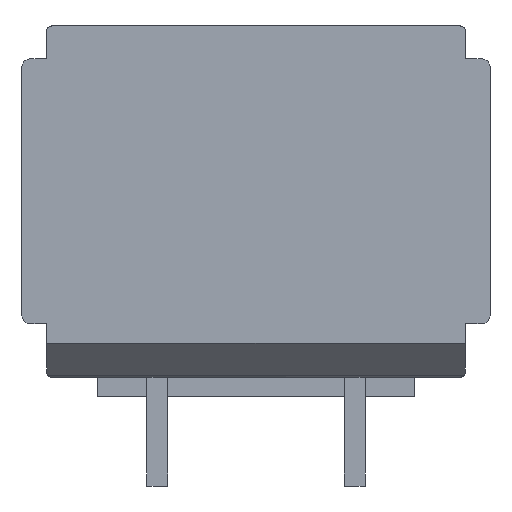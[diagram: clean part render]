
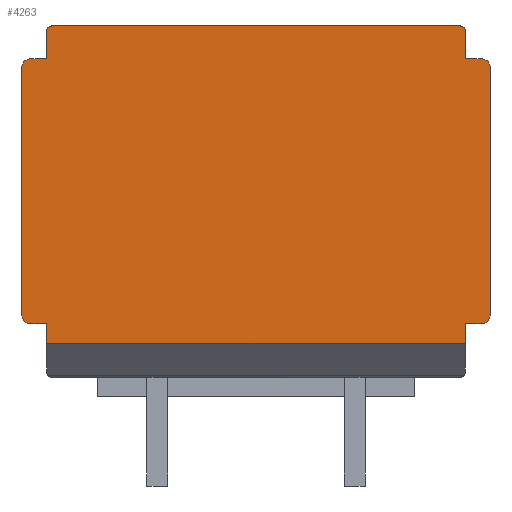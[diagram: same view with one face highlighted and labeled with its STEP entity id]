
A CAD part, left-side view. The second image highlights one B-rep face of the part: STEP entity #4263.
In plain terms, the highlighted planar face has unit normal (-1, 0, 0).
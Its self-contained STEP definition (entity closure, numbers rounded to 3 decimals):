
#774=DIRECTION('',(0.,0.,1.));
#775=VECTOR('',#774,9.6);
#776=CARTESIAN_POINT('',(-14.625,18.04,-4.03));
#777=LINE('',#776,#775);
#795=CARTESIAN_POINT('',(-14.625,17.74,5.57));
#796=DIRECTION('',(-1.,0.,0.));
#797=DIRECTION('',(0.,0.,1.));
#798=AXIS2_PLACEMENT_3D('',#795,#796,#797);
#800=DIRECTION('',(0.,-1.,0.));
#801=VECTOR('',#800,0.65);
#802=CARTESIAN_POINT('',(-14.625,17.74,5.87));
#803=LINE('',#802,#801);
#804=DIRECTION('',(0.,0.,1.));
#805=VECTOR('',#804,1.07);
#806=CARTESIAN_POINT('',(-14.625,17.09,5.87));
#807=LINE('',#806,#805);
#808=CARTESIAN_POINT('',(-14.625,16.89,6.94));
#809=DIRECTION('',(-1.,0.,0.));
#810=DIRECTION('',(0.,0.,1.));
#811=AXIS2_PLACEMENT_3D('',#808,#809,#810);
#813=DIRECTION('',(0.,-0.281,-0.96));
#814=VECTOR('',#813,0.005);
#815=CARTESIAN_POINT('',(-14.625,16.891,7.145));
#816=LINE('',#815,#814);
#817=DIRECTION('',(0.,0.281,-0.96));
#818=VECTOR('',#817,0.005);
#819=CARTESIAN_POINT('',(-14.625,1.149,7.145));
#820=LINE('',#819,#818);
#821=CARTESIAN_POINT('',(-14.625,1.15,6.94));
#822=DIRECTION('',(1.,0.,0.));
#823=DIRECTION('',(0.,0.,1.));
#824=AXIS2_PLACEMENT_3D('',#821,#822,#823);
#826=DIRECTION('',(0.,0.,1.));
#827=VECTOR('',#826,1.07);
#828=CARTESIAN_POINT('',(-14.625,0.95,5.87));
#829=LINE('',#828,#827);
#830=DIRECTION('',(0.,1.,0.));
#831=VECTOR('',#830,0.65);
#832=CARTESIAN_POINT('',(-14.625,0.3,5.87));
#833=LINE('',#832,#831);
#834=CARTESIAN_POINT('',(-14.625,0.3,5.57));
#835=DIRECTION('',(1.,0.,0.));
#836=DIRECTION('',(0.,0.,1.));
#837=AXIS2_PLACEMENT_3D('',#834,#835,#836);
#839=CARTESIAN_POINT('',(-14.625,0.3,-4.03));
#840=DIRECTION('',(1.,0.,0.));
#841=DIRECTION('',(0.,-1.,0.));
#842=AXIS2_PLACEMENT_3D('',#839,#840,#841);
#844=DIRECTION('',(0.,-1.,0.));
#845=VECTOR('',#844,0.65);
#846=CARTESIAN_POINT('',(-14.625,0.95,-4.33));
#847=LINE('',#846,#845);
#848=DIRECTION('',(0.,0.,1.));
#849=VECTOR('',#848,0.765);
#850=CARTESIAN_POINT('',(-14.625,0.95,-5.095));
#851=LINE('',#850,#849);
#852=DIRECTION('',(0.,1.,0.));
#853=VECTOR('',#852,16.14);
#854=CARTESIAN_POINT('',(-14.625,0.95,-5.095));
#855=LINE('',#854,#853);
#856=DIRECTION('',(0.,0.,1.));
#857=VECTOR('',#856,0.765);
#858=CARTESIAN_POINT('',(-14.625,17.09,-5.095));
#859=LINE('',#858,#857);
#860=DIRECTION('',(0.,1.,0.));
#861=VECTOR('',#860,0.65);
#862=CARTESIAN_POINT('',(-14.625,17.09,-4.33));
#863=LINE('',#862,#861);
#864=CARTESIAN_POINT('',(-14.625,17.74,-4.03));
#865=DIRECTION('',(-1.,0.,0.));
#866=DIRECTION('',(0.,1.,0.));
#867=AXIS2_PLACEMENT_3D('',#864,#865,#866);
#1565=DIRECTION('',(0.,1.,0.));
#1566=VECTOR('',#1565,15.743);
#1567=CARTESIAN_POINT('',(-14.625,1.149,7.145));
#1568=LINE('',#1567,#1566);
#1635=DIRECTION('',(0.,0.,1.));
#1636=VECTOR('',#1635,9.6);
#1637=CARTESIAN_POINT('',(-14.625,0.,-4.03));
#1638=LINE('',#1637,#1636);
#2773=CARTESIAN_POINT('',(-14.625,0.3,5.87));
#2774=CARTESIAN_POINT('',(-14.625,0.,5.57));
#2775=VERTEX_POINT('',#2773);
#2776=VERTEX_POINT('',#2774);
#2777=CARTESIAN_POINT('',(-14.625,0.95,5.87));
#2778=VERTEX_POINT('',#2777);
#2779=CARTESIAN_POINT('',(-14.625,0.95,6.94));
#2780=VERTEX_POINT('',#2779);
#2781=CARTESIAN_POINT('',(-14.625,1.15,7.14));
#2782=VERTEX_POINT('',#2781);
#2783=CARTESIAN_POINT('',(-14.625,0.95,-5.095));
#2784=CARTESIAN_POINT('',(-14.625,0.95,-4.33));
#2785=VERTEX_POINT('',#2783);
#2786=VERTEX_POINT('',#2784);
#2787=CARTESIAN_POINT('',(-14.625,0.3,-4.33));
#2788=VERTEX_POINT('',#2787);
#2789=CARTESIAN_POINT('',(-14.625,0.,-4.03));
#2790=VERTEX_POINT('',#2789);
#2807=CARTESIAN_POINT('',(-14.625,1.149,7.145));
#2808=VERTEX_POINT('',#2807);
#2809=CARTESIAN_POINT('',(-14.625,17.74,5.87));
#2810=CARTESIAN_POINT('',(-14.625,18.04,5.57));
#2811=VERTEX_POINT('',#2809);
#2812=VERTEX_POINT('',#2810);
#2813=CARTESIAN_POINT('',(-14.625,17.09,5.87));
#2814=VERTEX_POINT('',#2813);
#2815=CARTESIAN_POINT('',(-14.625,17.09,6.94));
#2816=VERTEX_POINT('',#2815);
#2817=CARTESIAN_POINT('',(-14.625,16.89,7.14));
#2818=VERTEX_POINT('',#2817);
#2819=CARTESIAN_POINT('',(-14.625,17.09,-5.095));
#2820=CARTESIAN_POINT('',(-14.625,17.09,-4.33));
#2821=VERTEX_POINT('',#2819);
#2822=VERTEX_POINT('',#2820);
#2823=CARTESIAN_POINT('',(-14.625,17.74,-4.33));
#2824=VERTEX_POINT('',#2823);
#2825=CARTESIAN_POINT('',(-14.625,18.04,-4.03));
#2826=VERTEX_POINT('',#2825);
#2830=CARTESIAN_POINT('',(-14.625,16.891,7.145));
#2831=VERTEX_POINT('',#2830);
#4223=CARTESIAN_POINT('',(-14.625,0.,-5.095));
#4224=DIRECTION('',(-1.,0.,0.));
#4225=DIRECTION('',(0.,0.,1.));
#4226=AXIS2_PLACEMENT_3D('',#4223,#4224,#4225);
#4227=PLANE('',#4226);
#4228=ORIENTED_EDGE('',*,*,#4204,.F.);
#4229=ORIENTED_EDGE('',*,*,#4217,.T.);
#4230=ORIENTED_EDGE('',*,*,#4143,.T.);
#4232=ORIENTED_EDGE('',*,*,#4231,.F.);
#4234=ORIENTED_EDGE('',*,*,#4233,.F.);
#4236=ORIENTED_EDGE('',*,*,#4235,.F.);
#4238=ORIENTED_EDGE('',*,*,#4237,.T.);
#4240=ORIENTED_EDGE('',*,*,#4239,.T.);
#4241=ORIENTED_EDGE('',*,*,#3781,.F.);
#4243=ORIENTED_EDGE('',*,*,#4242,.F.);
#4245=ORIENTED_EDGE('',*,*,#4244,.T.);
#4247=ORIENTED_EDGE('',*,*,#4246,.F.);
#4249=ORIENTED_EDGE('',*,*,#4248,.T.);
#4251=ORIENTED_EDGE('',*,*,#4250,.F.);
#4252=ORIENTED_EDGE('',*,*,#3760,.F.);
#4254=ORIENTED_EDGE('',*,*,#4253,.T.);
#4255=ORIENTED_EDGE('',*,*,#4114,.T.);
#4257=ORIENTED_EDGE('',*,*,#4256,.T.);
#4259=ORIENTED_EDGE('',*,*,#4258,.F.);
#4260=ORIENTED_EDGE('',*,*,#4189,.T.);
#4261=EDGE_LOOP('',(#4228,#4229,#4230,#4232,#4234,#4236,#4238,#4240,#4241,#4243,
#4245,#4247,#4249,#4251,#4252,#4254,#4255,#4257,#4259,#4260));
#4262=FACE_OUTER_BOUND('',#4261,.F.);
#4263=ADVANCED_FACE('',(#4262),#4227,.T.);
#799=CIRCLE('',#798,0.3);
#812=CIRCLE('',#811,0.2);
#825=CIRCLE('',#824,0.2);
#838=CIRCLE('',#837,0.3);
#843=CIRCLE('',#842,0.3);
#868=CIRCLE('',#867,0.3);
#3760=EDGE_CURVE('',#2785,#2786,#851,.T.);
#3781=EDGE_CURVE('',#2778,#2780,#829,.T.);
#4114=EDGE_CURVE('',#2821,#2822,#859,.T.);
#4143=EDGE_CURVE('',#2814,#2816,#807,.T.);
#4189=EDGE_CURVE('',#2826,#2812,#777,.T.);
#4204=EDGE_CURVE('',#2811,#2812,#799,.T.);
#4217=EDGE_CURVE('',#2811,#2814,#803,.T.);
#4231=EDGE_CURVE('',#2818,#2816,#812,.T.);
#4233=EDGE_CURVE('',#2831,#2818,#816,.T.);
#4235=EDGE_CURVE('',#2808,#2831,#1568,.T.);
#4237=EDGE_CURVE('',#2808,#2782,#820,.T.);
#4239=EDGE_CURVE('',#2782,#2780,#825,.T.);
#4242=EDGE_CURVE('',#2775,#2778,#833,.T.);
#4244=EDGE_CURVE('',#2775,#2776,#838,.T.);
#4246=EDGE_CURVE('',#2790,#2776,#1638,.T.);
#4248=EDGE_CURVE('',#2790,#2788,#843,.T.);
#4250=EDGE_CURVE('',#2786,#2788,#847,.T.);
#4253=EDGE_CURVE('',#2785,#2821,#855,.T.);
#4256=EDGE_CURVE('',#2822,#2824,#863,.T.);
#4258=EDGE_CURVE('',#2826,#2824,#868,.T.);
